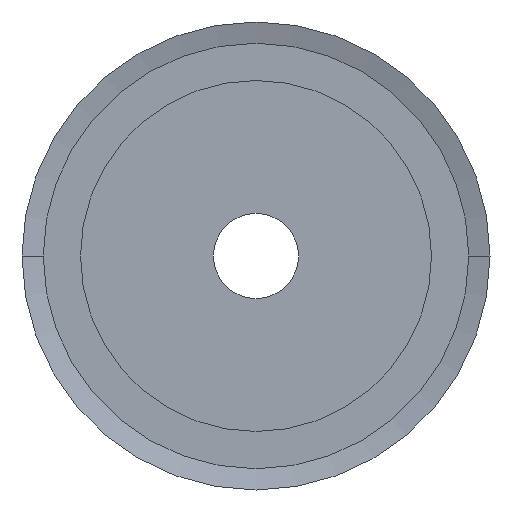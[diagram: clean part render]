
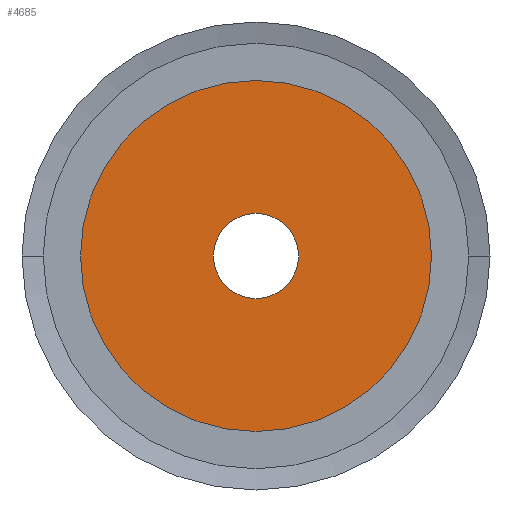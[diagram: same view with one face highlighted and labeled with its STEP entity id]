
A CAD part, left-side view. The second image highlights one B-rep face of the part: STEP entity #4685.
In plain terms, the highlighted planar face has unit normal (-1, 0, 0).
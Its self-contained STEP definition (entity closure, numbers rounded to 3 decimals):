
#4640=CARTESIAN_POINT('',(0.,0.,0.));
#4641=DIRECTION('',(1.,0.,0.));
#4642=DIRECTION('',(0.,0.,-1.));
#4643=AXIS2_PLACEMENT_3D('',#4640,#4641,#4642);
#4644=PLANE('',#4643);
#4645=CARTESIAN_POINT('',(0.,0.,16.5));
#4646=VERTEX_POINT('',#4645);
#4647=CARTESIAN_POINT('',(0.,-0.,-16.5));
#4648=VERTEX_POINT('',#4647);
#4649=CARTESIAN_POINT('',(0.,0.,0.));
#4650=DIRECTION('',(1.,0.,0.));
#4651=DIRECTION('',(0.,0.,-1.));
#4652=AXIS2_PLACEMENT_3D('',#4649,#4650,#4651);
#4653=CIRCLE('',#4652,16.5);
#4654=EDGE_CURVE('',#4646,#4648,#4653,.T.);
#4655=ORIENTED_EDGE('',*,*,#4654,.F.);
#4656=CARTESIAN_POINT('',(0.,0.,0.));
#4657=DIRECTION('',(1.,0.,0.));
#4658=DIRECTION('',(0.,0.,-1.));
#4659=AXIS2_PLACEMENT_3D('',#4656,#4657,#4658);
#4660=CIRCLE('',#4659,16.5);
#4661=EDGE_CURVE('',#4648,#4646,#4660,.T.);
#4662=ORIENTED_EDGE('',*,*,#4661,.F.);
#4663=EDGE_LOOP('',(#4655,#4662));
#4664=FACE_BOUND('',#4663,.T.);
#4665=CARTESIAN_POINT('',(0.,-0.,-4.));
#4666=VERTEX_POINT('',#4665);
#4667=CARTESIAN_POINT('',(0.,0.,4.));
#4668=VERTEX_POINT('',#4667);
#4669=CARTESIAN_POINT('',(0.,0.,0.));
#4670=DIRECTION('',(1.,0.,0.));
#4671=DIRECTION('',(0.,0.,-1.));
#4672=AXIS2_PLACEMENT_3D('',#4669,#4670,#4671);
#4673=CIRCLE('',#4672,4.);
#4674=EDGE_CURVE('',#4666,#4668,#4673,.T.);
#4675=ORIENTED_EDGE('',*,*,#4674,.T.);
#4676=CARTESIAN_POINT('',(0.,0.,0.));
#4677=DIRECTION('',(1.,0.,0.));
#4678=DIRECTION('',(0.,0.,-1.));
#4679=AXIS2_PLACEMENT_3D('',#4676,#4677,#4678);
#4680=CIRCLE('',#4679,4.);
#4681=EDGE_CURVE('',#4668,#4666,#4680,.T.);
#4682=ORIENTED_EDGE('',*,*,#4681,.T.);
#4683=EDGE_LOOP('',(#4675,#4682));
#4684=FACE_BOUND('',#4683,.T.);
#4685=ADVANCED_FACE('',(#4664,#4684),#4644,.F.);
